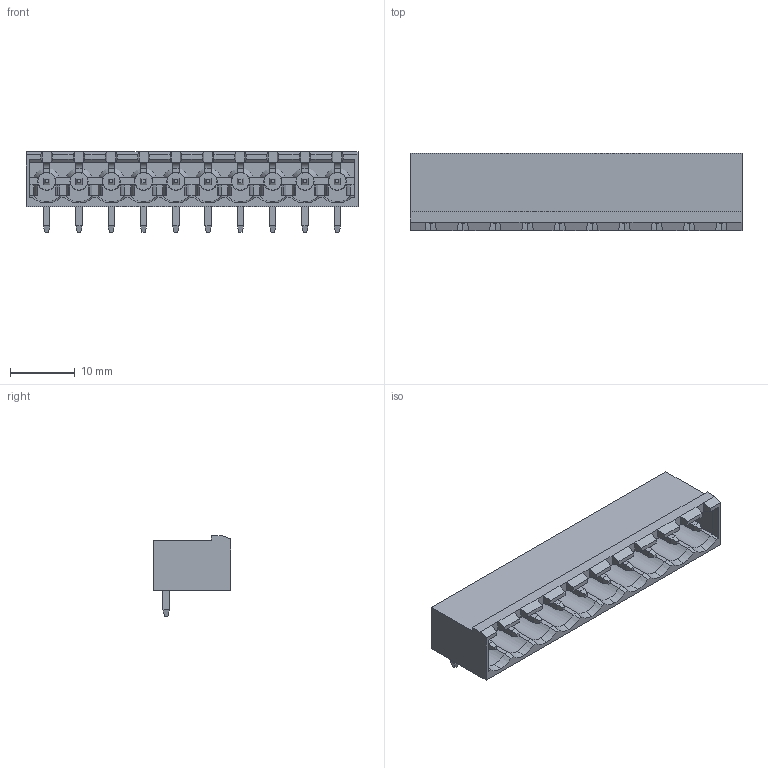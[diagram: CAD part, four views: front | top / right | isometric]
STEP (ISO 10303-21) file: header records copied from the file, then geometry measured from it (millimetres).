
FILE_DESCRIPTION(('FreeCAD Model'),'2;1');
FILE_NAME('Open CASCADE Shape Model','2024-11-11T15:14:37',(''),(''), 'Open CASCADE STEP processor 7.6','FreeCAD','Unknown');
FILE_SCHEMA(('AUTOMOTIVE_DESIGN { 1 0 10303 214 1 1 1 1 }'));
Length unit declared in the file: millimetre
Products named in the file (1): CUI_DEVICES_TBP04R12-500-10BE
Bounding box: 51.4 x 12 x 12.5 mm (x, y, z)
Volume: 2086.5 mm3; surface area: 4343.8 mm2
Topology: 1 solids, 1 shells, 721 faces, 1952 edges, 1243 vertices
Faces by surface type: plane 621, cone 60, cylinder 40
Entity records: 27466 total; most frequent: CARTESIAN_POINT 4377, ORIENTED_EDGE 3904, DIRECTION 3516, EDGE_CURVE 1952, LINE 1592, VECTOR 1592, VERTEX_POINT 1243, AXIS2_PLACEMENT_3D 962
